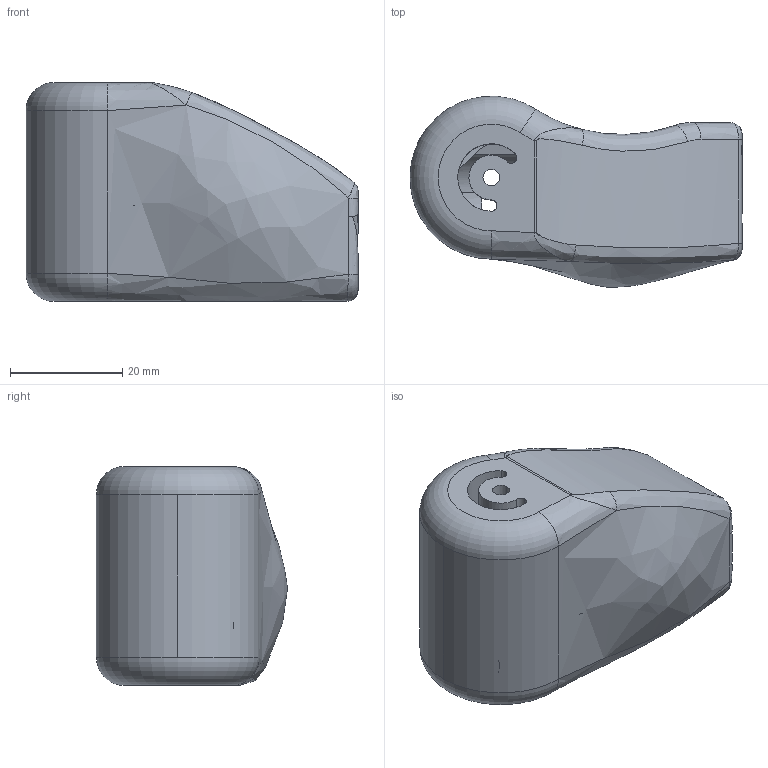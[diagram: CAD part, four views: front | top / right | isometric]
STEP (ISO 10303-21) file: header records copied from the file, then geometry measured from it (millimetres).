
FILE_DESCRIPTION (( 'STEP AP203' ), '1' );
FILE_NAME ('basLinki_Varsayilan_sldprt.STEP', '2020-10-29T23:47:39', ( '' ), ( '' ), 'SwSTEP 2.0', 'SolidWorks 2019', '' );
FILE_SCHEMA (( 'CONFIG_CONTROL_DESIGN' ));
Length unit declared in the file: millimetre
Products named in the file (1): basLinki_Varsayilan_sldprt
Bounding box: 59.15 x 34.04 x 39 mm (x, y, z)
Volume: 32429.7 mm3; surface area: 12238.6 mm2
Topology: 1 solids, 1 shells, 87 faces, 245 edges, 155 vertices
Faces by surface type: cylinder 31, plane 28, bspline 21, torus 7
Entity records: 5131 total; most frequent: CARTESIAN_POINT 3012, ORIENTED_EDGE 490, DIRECTION 367, EDGE_CURVE 245, VERTEX_POINT 155, AXIS2_PLACEMENT_3D 142, EDGE_LOOP 92, FACE_OUTER_BOUND 87
